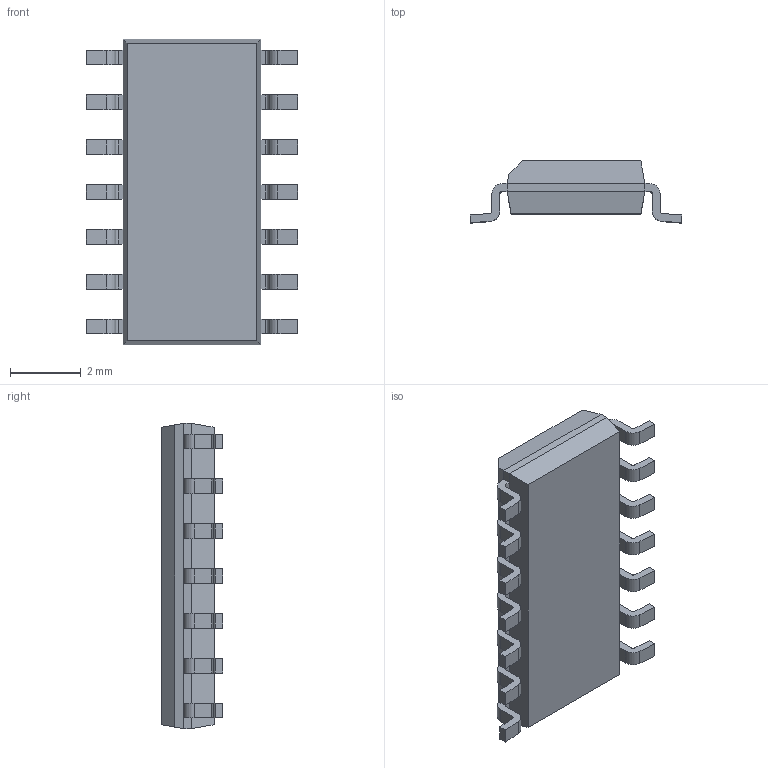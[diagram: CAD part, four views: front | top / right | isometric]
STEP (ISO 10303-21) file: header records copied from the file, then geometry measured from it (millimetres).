
FILE_DESCRIPTION (( 'STEP AP214' ), '1' );
FILE_NAME ('S14-1_21-0041.STEP', '2023-12-08T03:09:42', ( '' ), ( '' ), 'SwSTEP 2.0', 'SolidWorks 2021', '' );
FILE_SCHEMA (( 'AUTOMOTIVE_DESIGN' ));
Length unit declared in the file: millimetre
Products named in the file (1): S14-1_21-0041
Bounding box: 6 x 1.75 x 8.65 mm (x, y, z)
Volume: 50.6 mm3; surface area: 132.2 mm2
Topology: 16 solids, 16 shells, 218 faces, 547 edges, 362 vertices
Faces by surface type: plane 158, cylinder 60
Entity records: 6656 total; most frequent: CARTESIAN_POINT 1128, DIRECTION 1105, ORIENTED_EDGE 1094, EDGE_CURVE 547, LINE 427, VECTOR 427, VERTEX_POINT 362, AXIS2_PLACEMENT_3D 339
